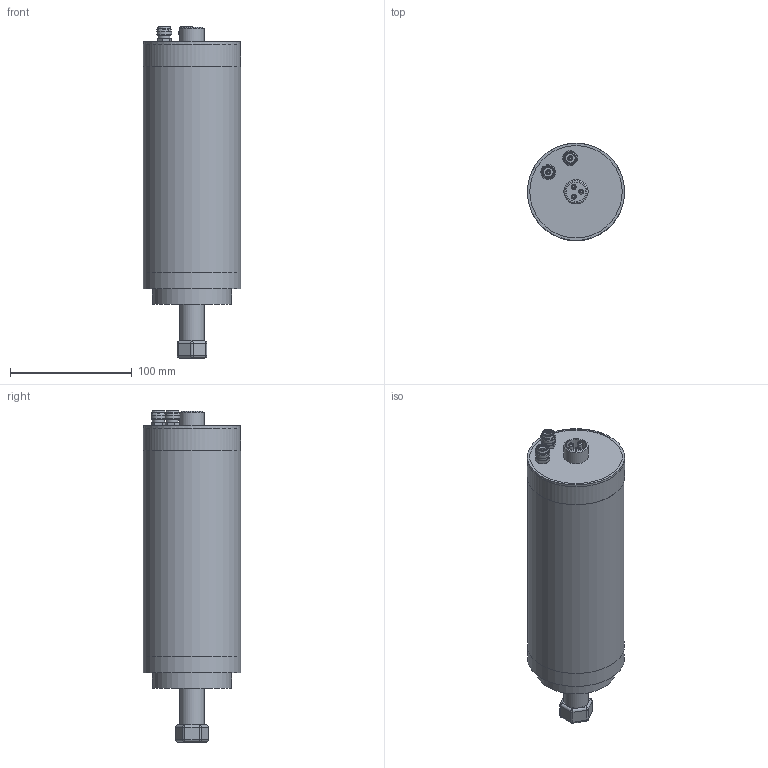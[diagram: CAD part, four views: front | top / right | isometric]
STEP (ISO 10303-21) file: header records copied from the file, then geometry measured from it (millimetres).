
FILE_DESCRIPTION((''),'2;1');
FILE_NAME('Chinese spindle motor 80mm.stp','2012-07-14T14:55:15',('TNLJZE'),(''),'Autodesk Inventor 2008','Autodesk Inventor 2008','');
FILE_SCHEMA(('AUTOMOTIVE_DESIGN { 1 0 10303 214 1 1 1 1 }'));
Length unit declared in the file: millimetre
Products named in the file (13): Chinese spindle motor 80mm; Spindle end cap flute side; Spindle end cap; spindle housing; Toolholder screw; connector; Spindel plug; Connector; water intake; water intake base; intake nut; Spindle end cap2_1; Spindle end cap2
Assembly tree (13 placements, depth 3):
  Chinese spindle motor 80mm
    Spindle end cap flute side
    Spindle end cap
    spindle housing
    Toolholder screw
    connector
      Spindel plug
      Connector
    water intake  x2
      water intake base
      intake nut
    Spindle end cap2_1
    Spindle end cap2
Bounding box: 80 x 80 x 273 mm (x, y, z)
Volume: 1175579.5 mm3; surface area: 115696.4 mm2
Topology: 14 solids, 14 shells, 138 faces, 255 edges, 146 vertices
Faces by surface type: plane 53, cylinder 49, sphere 14, bspline 9, cone 8, torus 5
Full cylindrical faces by diameter (mm): 2 x2, 4 x5, 8 x6, 10 x2, 10.999 x2, 11 x2, 12 x1, 12.186 x2, 16 x1, 20 x3, 65 x1, 80 x4
Entity records: 2924 total; most frequent: CARTESIAN_POINT 592, DIRECTION 492, ORIENTED_EDGE 290, AXIS2_PLACEMENT_3D 219, EDGE_LOOP 156, EDGE_CURVE 145, FACE_OUTER_BOUND 108, ADVANCED_FACE 108
